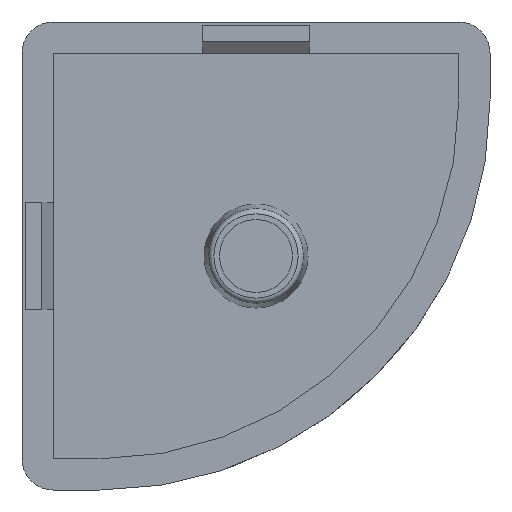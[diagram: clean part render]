
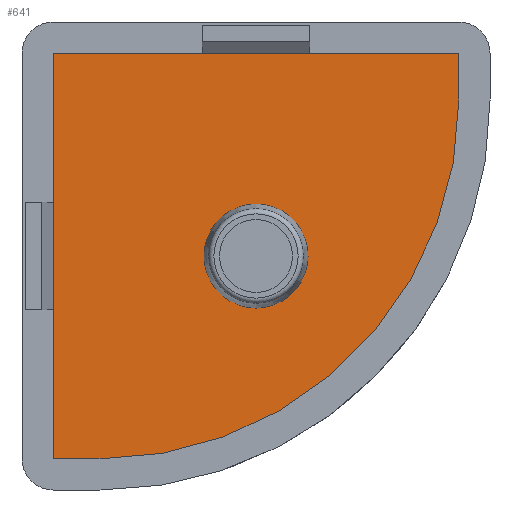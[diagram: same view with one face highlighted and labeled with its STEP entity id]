
A CAD part, front view. The second image highlights one B-rep face of the part: STEP entity #641.
In plain terms, the highlighted planar face has unit normal (0, -1, 0).
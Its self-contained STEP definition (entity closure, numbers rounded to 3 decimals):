
#22=FACE_BOUND('',#112,.T.);
#34=PLANE('',#723);
#70=FACE_OUTER_BOUND('',#111,.T.);
#111=EDGE_LOOP('',(#538,#539,#540,#541,#542));
#112=EDGE_LOOP('',(#543));
#148=CIRCLE('',#722,34.5);
#149=CIRCLE('',#724,5.);
#191=LINE('',#1056,#253);
#193=LINE('',#1060,#255);
#196=LINE('',#1065,#258);
#199=LINE('',#1070,#261);
#253=VECTOR('',#858,1000.);
#255=VECTOR('',#862,1000.);
#258=VECTOR('',#867,1000.);
#261=VECTOR('',#872,1000.);
#316=VERTEX_POINT('',#1053);
#317=VERTEX_POINT('',#1055);
#318=VERTEX_POINT('',#1059);
#319=VERTEX_POINT('',#1064);
#320=VERTEX_POINT('',#1069);
#321=VERTEX_POINT('',#1075);
#388=EDGE_CURVE('',#316,#317,#191,.T.);
#390=EDGE_CURVE('',#317,#318,#193,.T.);
#393=EDGE_CURVE('',#318,#319,#196,.T.);
#396=EDGE_CURVE('',#319,#320,#199,.T.);
#398=EDGE_CURVE('',#320,#316,#148,.T.);
#399=EDGE_CURVE('',#321,#321,#149,.T.);
#538=ORIENTED_EDGE('',*,*,#388,.F.);
#539=ORIENTED_EDGE('',*,*,#398,.F.);
#540=ORIENTED_EDGE('',*,*,#396,.F.);
#541=ORIENTED_EDGE('',*,*,#393,.F.);
#542=ORIENTED_EDGE('',*,*,#390,.F.);
#543=ORIENTED_EDGE('',*,*,#399,.F.);
#641=ADVANCED_FACE('',(#70,#22),#34,.F.);
#722=AXIS2_PLACEMENT_3D('',#1073,#876,#877);
#723=AXIS2_PLACEMENT_3D('',#1074,#878,#879);
#724=AXIS2_PLACEMENT_3D('',#1076,#880,#881);
#858=DIRECTION('',(-1.,0.,0.));
#862=DIRECTION('',(0.,0.,1.));
#867=DIRECTION('',(1.,0.,0.));
#872=DIRECTION('',(0.,0.,-1.));
#876=DIRECTION('center_axis',(0.,1.,0.));
#877=DIRECTION('ref_axis',(1.,0.,0.));
#878=DIRECTION('center_axis',(0.,1.,0.));
#879=DIRECTION('ref_axis',(0.,0.,1.));
#880=DIRECTION('center_axis',(0.,-1.,0.));
#881=DIRECTION('ref_axis',(0.,0.,-1.));
#1053=CARTESIAN_POINT('',(-15.,-3.,-19.5));
#1055=CARTESIAN_POINT('',(-19.5,-3.,-19.5));
#1056=CARTESIAN_POINT('',(-15.,-3.,-19.5));
#1059=CARTESIAN_POINT('',(-19.5,-3.,19.5));
#1060=CARTESIAN_POINT('',(-19.5,-3.,-19.5));
#1064=CARTESIAN_POINT('',(19.5,-3.,19.5));
#1065=CARTESIAN_POINT('',(-19.5,-3.,19.5));
#1069=CARTESIAN_POINT('',(19.5,-3.,15.));
#1070=CARTESIAN_POINT('',(19.5,-3.,19.5));
#1073=CARTESIAN_POINT('Origin',(-15.,-3.,15.));
#1074=CARTESIAN_POINT('Origin',(-15.,-3.,15.));
#1075=CARTESIAN_POINT('',(0.,-3.,5.));
#1076=CARTESIAN_POINT('Origin',(0.,-3.,0.));
